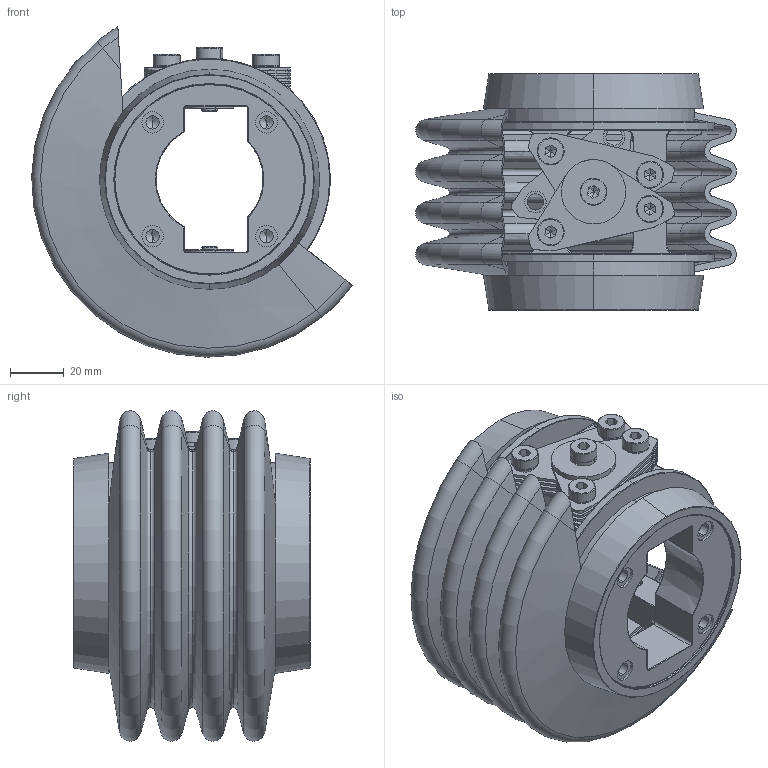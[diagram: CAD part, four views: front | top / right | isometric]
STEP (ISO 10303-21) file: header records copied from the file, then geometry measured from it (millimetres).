
FILE_DESCRIPTION (( 'STEP AP214' ), '1' );
FILE_NAME ('49498000.STEP', '2009-03-11T15:11:28', ( ' ' ), ( '' ), 'SwSTEP 2.0', 'SolidWorks 2008', '' );
FILE_SCHEMA (( 'AUTOMOTIVE_DESIGN' ));
Length unit declared in the file: millimetre
Products named in the file (16): 94676_Standard; 93266_Standard; 83007_Standard; 12766_Standard; 83048_Standard; 49498000; 51469_Standard; 12767_Standard; 95309_Standard; 95311-Gewindebuchse_Standard; 95311_Standard; 95312_Standard; 84017_Standard; 84016_Standard
Assembly tree (41 placements, depth 4):
  49498000
    83007_Standard  x8
    51469_Standard  x2
      95312_Standard
      95309_Standard
      83048_Standard
      84016_Standard
      93266_Standard
      84017_Standard
      95311_Standard
        95309_Standard
        95311-Gewindebuchse_Standard
    93266_Standard  x8
    12767_Standard
      12767_Standard
    94676_Standard
    12766_Standard
      12766_Standard
Bounding box: 119.48 x 88.08 x 123.1 mm (x, y, z)
Volume: 262562.9 mm3; surface area: 164587.4 mm2
Topology: 53 solids, 53 shells, 1588 faces, 3737 edges, 2189 vertices
Faces by surface type: cylinder 649, plane 465, torus 175, cone 110, sphere 97, bspline 92
Entity records: 27712 total; most frequent: CARTESIAN_POINT 8235, DIRECTION 4155, ORIENTED_EDGE 3902, EDGE_CURVE 1951, AXIS2_PLACEMENT_3D 1741, VERTEX_POINT 1115, EDGE_LOOP 936, CIRCLE 908
